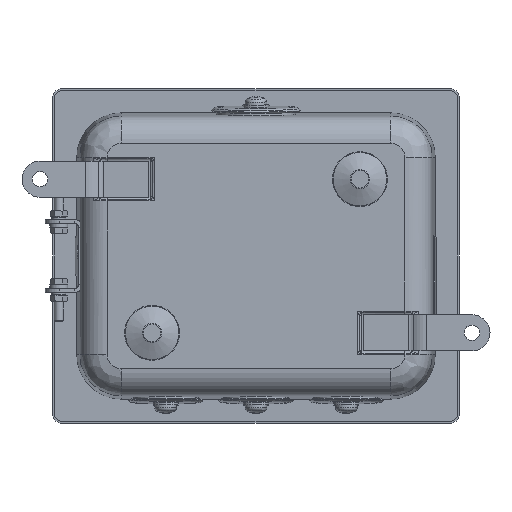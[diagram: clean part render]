
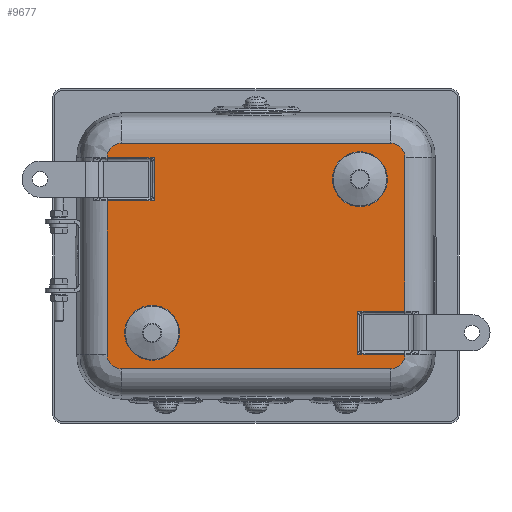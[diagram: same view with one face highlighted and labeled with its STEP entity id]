
A CAD part, front view. The second image highlights one B-rep face of the part: STEP entity #9677.
In plain terms, the highlighted planar face has unit normal (0, -1, 0).
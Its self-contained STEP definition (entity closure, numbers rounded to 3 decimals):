
#780=FACE_BOUND('',#1886,.T.);
#781=FACE_BOUND('',#1887,.T.);
#1277=FACE_OUTER_BOUND('',#1885,.T.);
#1885=EDGE_LOOP('',(#8157,#8158,#8159,#8160,#8161,#8162,#8163,#8164,#8165,
#8166,#8167,#8168,#8169,#8170));
#1886=EDGE_LOOP('',(#8171));
#1887=EDGE_LOOP('',(#8172));
#2425=CIRCLE('',#10731,15.194);
#2427=CIRCLE('',#10735,7.896);
#2428=CIRCLE('',#10736,7.896);
#2429=CIRCLE('',#10737,7.896);
#2430=CIRCLE('',#10738,7.896);
#2431=CIRCLE('',#10739,15.194);
#2954=LINE('',#17997,#3449);
#2955=LINE('',#17999,#3450);
#2956=LINE('',#18001,#3451);
#2957=LINE('',#18003,#3452);
#2958=LINE('',#18007,#3453);
#2959=LINE('',#18011,#3454);
#2960=LINE('',#18013,#3455);
#2961=LINE('',#18015,#3456);
#2962=LINE('',#18017,#3457);
#2963=LINE('',#18021,#3458);
#3449=VECTOR('',#13286,10.);
#3450=VECTOR('',#13287,10.);
#3451=VECTOR('',#13288,10.);
#3452=VECTOR('',#13289,10.);
#3453=VECTOR('',#13292,10.);
#3454=VECTOR('',#13295,10.);
#3455=VECTOR('',#13296,10.);
#3456=VECTOR('',#13297,10.);
#3457=VECTOR('',#13298,10.);
#3458=VECTOR('',#13301,10.);
#4291=VERTEX_POINT('',#17987);
#4293=VERTEX_POINT('',#17995);
#4294=VERTEX_POINT('',#17996);
#4295=VERTEX_POINT('',#17998);
#4296=VERTEX_POINT('',#18000);
#4297=VERTEX_POINT('',#18002);
#4298=VERTEX_POINT('',#18004);
#4299=VERTEX_POINT('',#18006);
#4300=VERTEX_POINT('',#18008);
#4301=VERTEX_POINT('',#18010);
#4302=VERTEX_POINT('',#18012);
#4303=VERTEX_POINT('',#18014);
#4304=VERTEX_POINT('',#18016);
#4305=VERTEX_POINT('',#18018);
#4306=VERTEX_POINT('',#18020);
#4307=VERTEX_POINT('',#18023);
#5598=EDGE_CURVE('',#4291,#4291,#2425,.T.);
#5601=EDGE_CURVE('',#4293,#4294,#2954,.T.);
#5602=EDGE_CURVE('',#4295,#4294,#2955,.T.);
#5603=EDGE_CURVE('',#4296,#4295,#2956,.T.);
#5604=EDGE_CURVE('',#4297,#4296,#2957,.T.);
#5605=EDGE_CURVE('',#4298,#4297,#2427,.T.);
#5606=EDGE_CURVE('',#4299,#4298,#2958,.T.);
#5607=EDGE_CURVE('',#4300,#4299,#2428,.T.);
#5608=EDGE_CURVE('',#4301,#4300,#2959,.T.);
#5609=EDGE_CURVE('',#4302,#4301,#2960,.T.);
#5610=EDGE_CURVE('',#4302,#4303,#2961,.T.);
#5611=EDGE_CURVE('',#4304,#4303,#2962,.T.);
#5612=EDGE_CURVE('',#4305,#4304,#2429,.T.);
#5613=EDGE_CURVE('',#4306,#4305,#2963,.T.);
#5614=EDGE_CURVE('',#4293,#4306,#2430,.T.);
#5615=EDGE_CURVE('',#4307,#4307,#2431,.T.);
#8157=ORIENTED_EDGE('',*,*,#5601,.T.);
#8158=ORIENTED_EDGE('',*,*,#5602,.F.);
#8159=ORIENTED_EDGE('',*,*,#5603,.F.);
#8160=ORIENTED_EDGE('',*,*,#5604,.F.);
#8161=ORIENTED_EDGE('',*,*,#5605,.F.);
#8162=ORIENTED_EDGE('',*,*,#5606,.F.);
#8163=ORIENTED_EDGE('',*,*,#5607,.F.);
#8164=ORIENTED_EDGE('',*,*,#5608,.F.);
#8165=ORIENTED_EDGE('',*,*,#5609,.F.);
#8166=ORIENTED_EDGE('',*,*,#5610,.T.);
#8167=ORIENTED_EDGE('',*,*,#5611,.F.);
#8168=ORIENTED_EDGE('',*,*,#5612,.F.);
#8169=ORIENTED_EDGE('',*,*,#5613,.F.);
#8170=ORIENTED_EDGE('',*,*,#5614,.F.);
#8171=ORIENTED_EDGE('',*,*,#5615,.F.);
#8172=ORIENTED_EDGE('',*,*,#5598,.F.);
#8621=PLANE('',#10734);
#9677=ADVANCED_FACE('',(#1277,#780,#781),#8621,.T.);
#10731=AXIS2_PLACEMENT_3D('',#17989,#13277,#13278);
#10734=AXIS2_PLACEMENT_3D('',#17994,#13284,#13285);
#10735=AXIS2_PLACEMENT_3D('',#18005,#13290,#13291);
#10736=AXIS2_PLACEMENT_3D('',#18009,#13293,#13294);
#10737=AXIS2_PLACEMENT_3D('',#18019,#13299,#13300);
#10738=AXIS2_PLACEMENT_3D('',#18022,#13302,#13303);
#10739=AXIS2_PLACEMENT_3D('',#18024,#13304,#13305);
#13277=DIRECTION('center_axis',(0.,-1.,0.));
#13278=DIRECTION('ref_axis',(1.,0.,0.));
#13284=DIRECTION('center_axis',(0.,-1.,0.));
#13285=DIRECTION('ref_axis',(-1.,0.,0.));
#13286=DIRECTION('',(-1.,0.,0.));
#13287=DIRECTION('',(0.,0.,-1.));
#13288=DIRECTION('',(-1.,0.,0.));
#13289=DIRECTION('',(0.,0.,-1.));
#13290=DIRECTION('center_axis',(0.,1.,0.));
#13291=DIRECTION('ref_axis',(0.707,0.,0.707));
#13292=DIRECTION('',(1.,0.,0.));
#13293=DIRECTION('center_axis',(0.,1.,0.));
#13294=DIRECTION('ref_axis',(-0.707,0.,0.707));
#13295=DIRECTION('',(-1.,0.,0.));
#13296=DIRECTION('',(0.,0.,1.));
#13297=DIRECTION('',(-1.,0.,0.));
#13298=DIRECTION('',(0.,0.,1.));
#13299=DIRECTION('center_axis',(0.,1.,0.));
#13300=DIRECTION('ref_axis',(-0.707,0.,-0.707));
#13301=DIRECTION('',(-1.,0.,0.));
#13302=DIRECTION('center_axis',(0.,1.,0.));
#13303=DIRECTION('ref_axis',(0.707,0.,-0.707));
#13304=DIRECTION('center_axis',(0.,-1.,0.));
#13305=DIRECTION('ref_axis',(1.,0.,0.));
#17987=CARTESIAN_POINT('',(-72.69,4.,-42.5));
#17989=CARTESIAN_POINT('Origin',(-57.496,4.,-42.5));
#17994=CARTESIAN_POINT('Origin',(0.,4.,
0.));
#17995=CARTESIAN_POINT('',(82.396,4.,-54.5));
#17996=CARTESIAN_POINT('',(56.396,4.,-54.5));
#17997=CARTESIAN_POINT('',(28.698,4.,-54.5));
#17998=CARTESIAN_POINT('',(56.396,4.,-30.5));
#17999=CARTESIAN_POINT('',(56.396,4.,-15.75));
#18000=CARTESIAN_POINT('',(82.396,4.,-30.5));
#18001=CARTESIAN_POINT('',(53.698,4.,-30.5));
#18002=CARTESIAN_POINT('',(82.396,4.,54.5));
#18003=CARTESIAN_POINT('',(82.396,4.,27.25));
#18004=CARTESIAN_POINT('',(74.5,4.,62.396));
#18005=CARTESIAN_POINT('Origin',(74.5,4.,54.5));
#18006=CARTESIAN_POINT('',(-74.5,4.,62.396));
#18007=CARTESIAN_POINT('',(-37.25,4.,62.396));
#18008=CARTESIAN_POINT('',(-82.396,4.,54.5));
#18009=CARTESIAN_POINT('Origin',(-74.5,4.,54.5));
#18010=CARTESIAN_POINT('',(-56.396,4.,54.5));
#18011=CARTESIAN_POINT('',(-28.698,4.,54.5));
#18012=CARTESIAN_POINT('',(-56.396,4.,30.5));
#18013=CARTESIAN_POINT('',(-56.396,4.,15.75));
#18014=CARTESIAN_POINT('',(-82.396,4.,30.5));
#18015=CARTESIAN_POINT('',(-53.698,4.,30.5));
#18016=CARTESIAN_POINT('',(-82.396,4.,-54.5));
#18017=CARTESIAN_POINT('',(-82.396,4.,-27.25));
#18018=CARTESIAN_POINT('',(-74.5,4.,-62.396));
#18019=CARTESIAN_POINT('Origin',(-74.5,4.,-54.5));
#18020=CARTESIAN_POINT('',(74.5,4.,-62.396));
#18021=CARTESIAN_POINT('',(37.25,4.,-62.396));
#18022=CARTESIAN_POINT('Origin',(74.5,4.,-54.5));
#18023=CARTESIAN_POINT('',(42.301,4.,42.5));
#18024=CARTESIAN_POINT('Origin',(57.496,4.,42.5));
